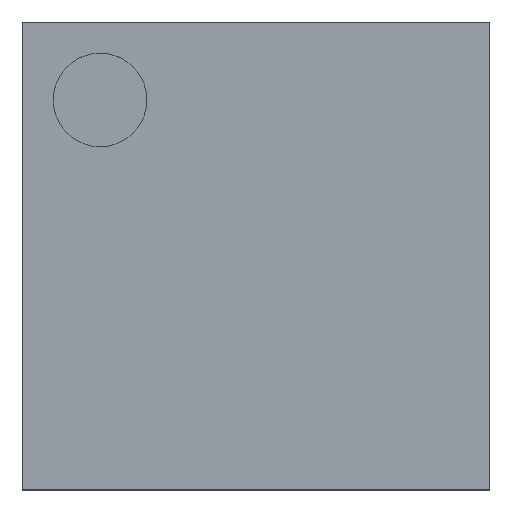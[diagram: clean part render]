
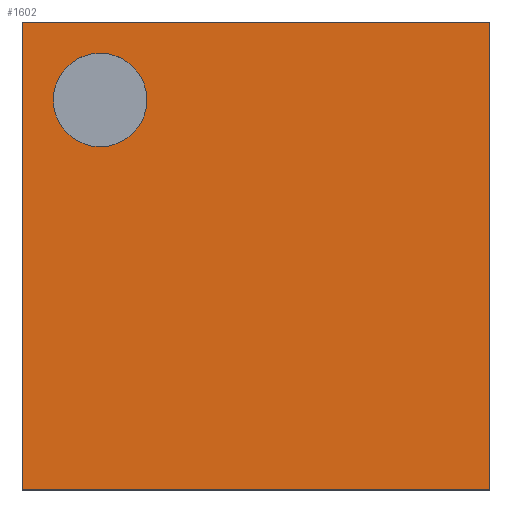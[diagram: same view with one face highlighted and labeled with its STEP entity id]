
A CAD part, top view. The second image highlights one B-rep face of the part: STEP entity #1602.
In plain terms, the highlighted planar face has unit normal (0, 0, 1).
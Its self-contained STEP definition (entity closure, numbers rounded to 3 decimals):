
#168=CARTESIAN_POINT('',(-1.,0.7,0.8));
#169=VERTEX_POINT('',#168);
#178=CARTESIAN_POINT('',(-1.,1.3,0.8));
#179=VERTEX_POINT('',#178);
#180=CARTESIAN_POINT('',(-1.,1.,0.8));
#181=DIRECTION('',(0.0,0.0,-1.0));
#182=DIRECTION('',(0.0,-1.0,0.0));
#183=AXIS2_PLACEMENT_3D('',#180,#181,#182);
#184=CIRCLE('',#183,0.3);
#185=EDGE_CURVE('',#179,#169,#184,.T.);
#219=CARTESIAN_POINT('',(-1.,1.,0.8));
#220=DIRECTION('',(0.0,0.0,-1.0));
#221=DIRECTION('',(0.0,-1.0,0.0));
#222=AXIS2_PLACEMENT_3D('',#219,#220,#221);
#223=CIRCLE('',#222,0.3);
#224=EDGE_CURVE('',#169,#179,#223,.T.);
#1468=CARTESIAN_POINT('',(1.5,-1.5,0.8));
#1469=VERTEX_POINT('',#1468);
#1470=CARTESIAN_POINT('',(-1.5,-1.5,0.8));
#1471=VERTEX_POINT('',#1470);
#1472=CARTESIAN_POINT('',(1.5,-1.5,0.8));
#1473=DIRECTION('',(-1.0,0.0,0.0));
#1474=VECTOR('',#1473,3.0);
#1475=LINE('',#1472,#1474);
#1476=EDGE_CURVE('',#1469,#1471,#1475,.T.);
#1508=CARTESIAN_POINT('',(-1.5,1.5,0.8));
#1509=VERTEX_POINT('',#1508);
#1510=CARTESIAN_POINT('',(-1.5,-1.5,0.8));
#1511=DIRECTION('',(0.0,1.0,0.0));
#1512=VECTOR('',#1511,3.0);
#1513=LINE('',#1510,#1512);
#1514=EDGE_CURVE('',#1471,#1509,#1513,.T.);
#1539=CARTESIAN_POINT('',(1.5,1.5,0.8));
#1540=VERTEX_POINT('',#1539);
#1541=CARTESIAN_POINT('',(-1.5,1.5,0.8));
#1542=DIRECTION('',(1.0,0.0,0.0));
#1543=VECTOR('',#1542,3.0);
#1544=LINE('',#1541,#1543);
#1545=EDGE_CURVE('',#1509,#1540,#1544,.T.);
#1570=CARTESIAN_POINT('',(1.5,1.5,0.8));
#1571=DIRECTION('',(0.0,-1.0,0.0));
#1572=VECTOR('',#1571,3.0);
#1573=LINE('',#1570,#1572);
#1574=EDGE_CURVE('',#1540,#1469,#1573,.T.);
#1587=CARTESIAN_POINT('',(0.,0.,0.8));
#1588=DIRECTION('',(0.0,0.0,1.0));
#1589=DIRECTION('',(0.0,-1.0,0.0));
#1590=AXIS2_PLACEMENT_3D('',#1587,#1588,#1589);
#1591=PLANE('',#1590);
#1592=ORIENTED_EDGE('',*,*,#1476,.F.);
#1593=ORIENTED_EDGE('',*,*,#1574,.F.);
#1594=ORIENTED_EDGE('',*,*,#1545,.F.);
#1595=ORIENTED_EDGE('',*,*,#1514,.F.);
#1596=EDGE_LOOP('',(#1592,#1593,#1594,#1595));
#1597=FACE_OUTER_BOUND('',#1596,.T.);
#1598=ORIENTED_EDGE('',*,*,#224,.T.);
#1599=ORIENTED_EDGE('',*,*,#185,.T.);
#1600=EDGE_LOOP('',(#1598,#1599));
#1601=FACE_BOUND('',#1600,.T.);
#1602=ADVANCED_FACE('',(#1597,#1601),#1591,.T.);
